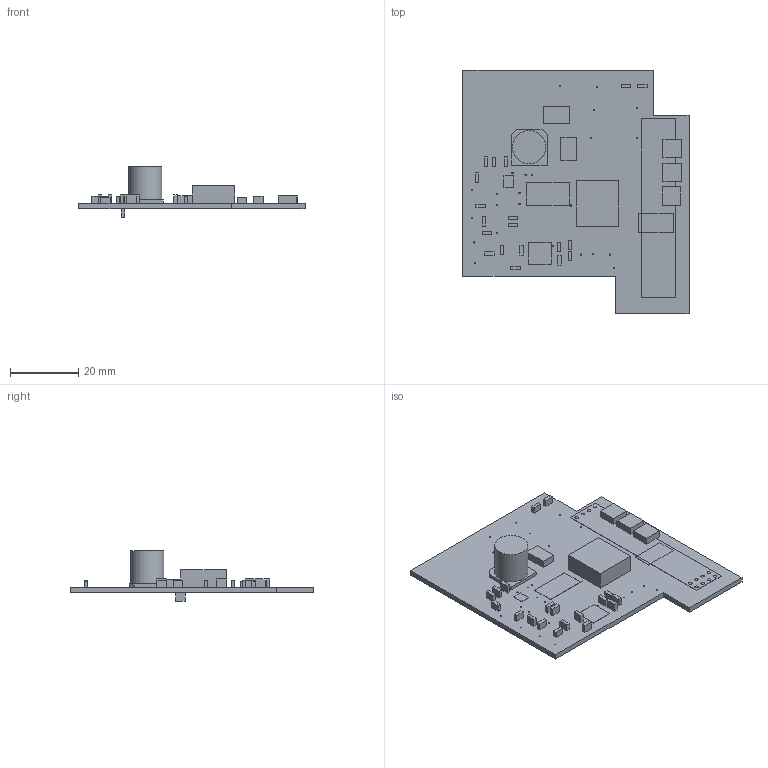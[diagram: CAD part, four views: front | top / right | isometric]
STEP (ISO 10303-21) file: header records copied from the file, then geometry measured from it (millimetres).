
FILE_DESCRIPTION(/* description */ (''),/* implementation_level */ '2;1');
FILE_NAME(/* name */ '1f1e2641-60dd-4715-90c0-825049c8b7ac.stp',/* time_stamp */ '2021-01-10T16:48:12+00:00',/* author */ (''),/* organization */ (''),/* preprocessor_version */ 'ST-DEVELOPER v18.1',/* originating_system */ 'Autodesk Translation Framework v9.7.1.1290',/* authorisation */ '');
FILE_SCHEMA (('AUTOMOTIVE_DESIGN { 1 0 10303 214 3 1 1 }'));
Length unit declared in the file: millimetre
Products named in the file (16): 1f1e2641-60dd-4715-90c0-825049c8b7ac; PCB Component; Board; BANANA_CONN; LED-0603; 1.2 Ohms; AZ1117EH-3.3TRG1; LM5085; SO08; 4.7uF; 47uF; 100uF; SWITCHMODE_SCHOTTKY; 0.01; CON2DIST; 15uH
Assembly tree (34 placements, depth 3):
  1f1e2641-60dd-4715-90c0-825049c8b7ac
    PCB Component
      Board
      BANANA_CONN  x3
      LED-0603  x3
      1.2 Ohms  x9
      AZ1117EH-3.3TRG1
      LM5085
      SO08
      4.7uF  x8
      47uF
      100uF
      SWITCHMODE_SCHOTTKY
      0.01
      CON2DIST
      15uH
Bounding box: 66.04 x 71.12 x 14.73 mm (x, y, z)
Volume: 8488.8 mm3; surface area: 12219.9 mm2
Topology: 33 solids, 33 shells, 245 faces, 534 edges, 356 vertices
Faces by surface type: plane 205, cylinder 40
Full cylindrical faces by diameter (mm): 0.35 x24, 1 x12, 3.81 x3, 9.738 x1
Entity records: 4625 total; most frequent: DIRECTION 748, CARTESIAN_POINT 691, ORIENTED_EDGE 612, EDGE_CURVE 306, AXIS2_PLACEMENT_3D 261, LINE 226, VECTOR 226, EDGE_LOOP 210
